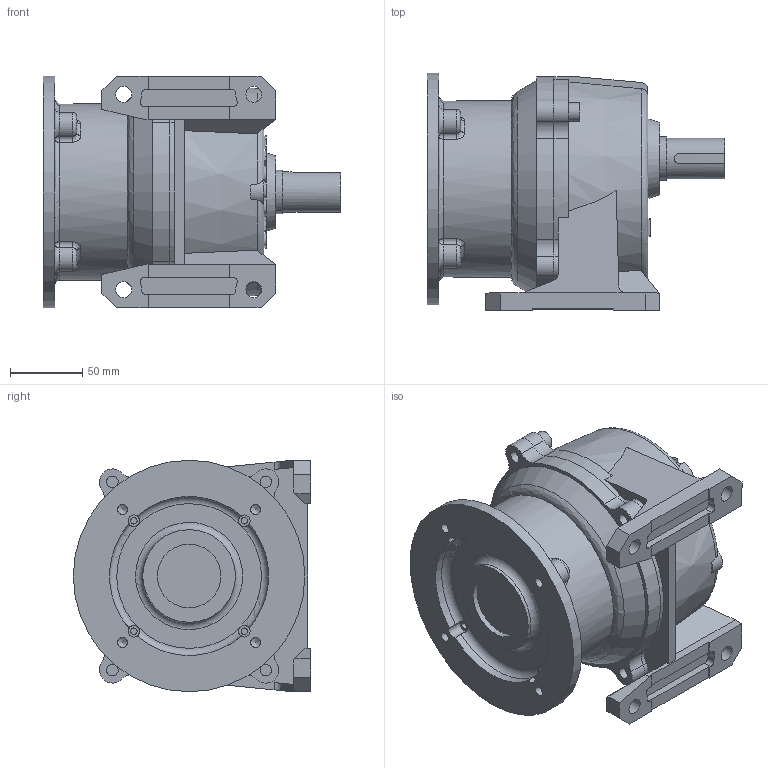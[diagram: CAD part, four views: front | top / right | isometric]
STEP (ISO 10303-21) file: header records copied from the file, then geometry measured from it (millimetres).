
FILE_DESCRIPTION (( 'STEP AP214' ), '1' );
FILE_NAME ('F1HM_0.4KW.stp', '2022-07-05T07:11:17', ( 'Windows 餌辨濠' ), ( '' ), 'SwSTEP 2.0', 'SolidWorks 2021', '' );
FILE_SCHEMA (( 'AUTOMOTIVE_DESIGN' ));
Length unit declared in the file: millimetre
Products named in the file (3): DKG1300369_掘誠X_1; EX2DO07852H001_F1HM_0.4KW_1; F1HM_0.4KW
Assembly tree (2 placements, depth 2):
  F1HM_0.4KW
    EX2DO07852H001_F1HM_0.4KW_1
    DKG1300369_掘誠X_1
Bounding box: 205.5 x 164 x 160 mm (x, y, z)
Volume: 2501329.1 mm3; surface area: 247778 mm2
Topology: 8 solids, 18 shells, 406 faces, 979 edges, 626 vertices
Faces by surface type: plane 208, cylinder 121, bspline 29, torus 21, cone 19, sphere 8
Full cylindrical faces by diameter (mm): 4.5 x5, 6.8 x4, 8 x8, 8.001 x4, 9 x4, 11 x4, 13.005 x4, 28 x1, 30 x1, 31 x1, 42 x1, 44 x1, 48 x1, 64 x1, 116 x1, 122 x1, 160 x1
Entity records: 21142 total; most frequent: CARTESIAN_POINT 7389, DIRECTION 1849, ORIENTED_EDGE 1812, EDGE_CURVE 906, AXIS2_PLACEMENT_3D 674, VERTEX_POINT 614, EDGE_LOOP 518, LINE 501
